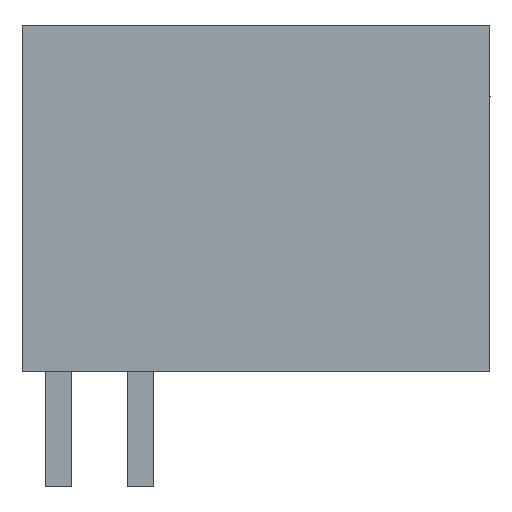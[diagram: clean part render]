
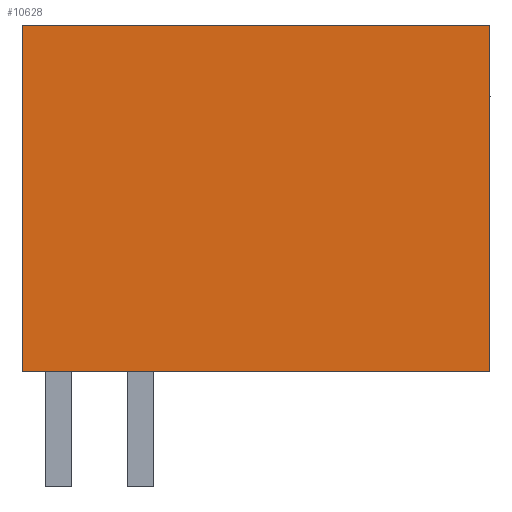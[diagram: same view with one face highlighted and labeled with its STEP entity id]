
A CAD part, left-side view. The second image highlights one B-rep face of the part: STEP entity #10628.
In plain terms, the highlighted planar face has unit normal (-1, 0, 0).
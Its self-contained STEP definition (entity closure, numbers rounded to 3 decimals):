
#10608=AXIS2_PLACEMENT_3D('Plane Axis2P3D',#10605,#10606,#10607) ;
#7973=CARTESIAN_POINT('Vertex',(0.,0.,3.5)) ;
#8349=CARTESIAN_POINT('Vertex',(0.,0.,14.)) ;
#8352=CARTESIAN_POINT('Line Origine',(0.,0.,8.75)) ;
#9255=CARTESIAN_POINT('Line Origine',(0.,7.1,3.5)) ;
#9259=CARTESIAN_POINT('Vertex',(0.,14.2,3.5)) ;
#10605=CARTESIAN_POINT('Axis2P3D Location',(0.,14.2,0.)) ;
#10610=CARTESIAN_POINT('Line Origine',(0.,7.1,14.)) ;
#10614=CARTESIAN_POINT('Vertex',(0.,14.2,14.)) ;
#10617=CARTESIAN_POINT('Line Origine',(0.,14.2,8.75)) ;
#8353=DIRECTION('Vector Direction',(0.,0.,-1.)) ;
#9256=DIRECTION('Vector Direction',(0.,-1.,0.)) ;
#10606=DIRECTION('Axis2P3D Direction',(-1.,0.,0.)) ;
#10607=DIRECTION('Axis2P3D XDirection',(0.,-1.,0.)) ;
#10611=DIRECTION('Vector Direction',(0.,-1.,0.)) ;
#10618=DIRECTION('Vector Direction',(0.,0.,-1.)) ;
#8354=VECTOR('Line Direction',#8353,1.) ;
#9257=VECTOR('Line Direction',#9256,1.) ;
#10612=VECTOR('Line Direction',#10611,1.) ;
#10619=VECTOR('Line Direction',#10618,1.) ;
#10623=ORIENTED_EDGE('',*,*,#9261,.T.) ;
#10624=ORIENTED_EDGE('',*,*,#8356,.T.) ;
#10625=ORIENTED_EDGE('',*,*,#10616,.T.) ;
#10626=ORIENTED_EDGE('',*,*,#10621,.T.) ;
#10628=ADVANCED_FACE('HOUSING',(#10627),#10609,.T.) ;
#8356=EDGE_CURVE('',#7974,#8350,#8355,.F.) ;
#9261=EDGE_CURVE('',#9260,#7974,#9258,.T.) ;
#10616=EDGE_CURVE('',#8350,#10615,#10613,.F.) ;
#10621=EDGE_CURVE('',#10615,#9260,#10620,.T.) ;
#10622=EDGE_LOOP('',(#10623,#10624,#10625,#10626)) ;
#10627=FACE_OUTER_BOUND('',#10622,.T.) ;
#8355=LINE('Line',#8352,#8354) ;
#9258=LINE('Line',#9255,#9257) ;
#10613=LINE('Line',#10610,#10612) ;
#10620=LINE('Line',#10617,#10619) ;
#10609=PLANE('',#10608) ;
#7974=VERTEX_POINT('',#7973) ;
#8350=VERTEX_POINT('',#8349) ;
#9260=VERTEX_POINT('',#9259) ;
#10615=VERTEX_POINT('',#10614) ;
